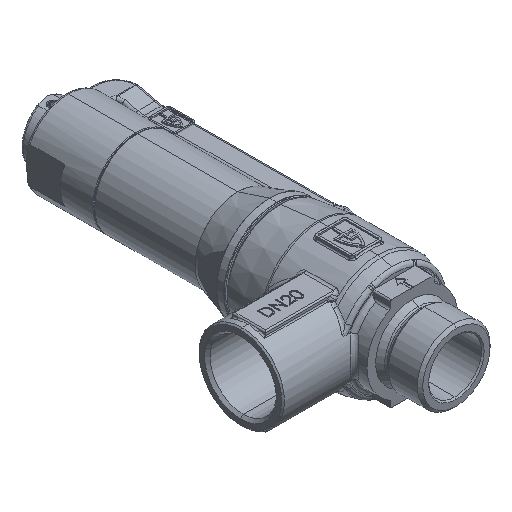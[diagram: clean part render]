
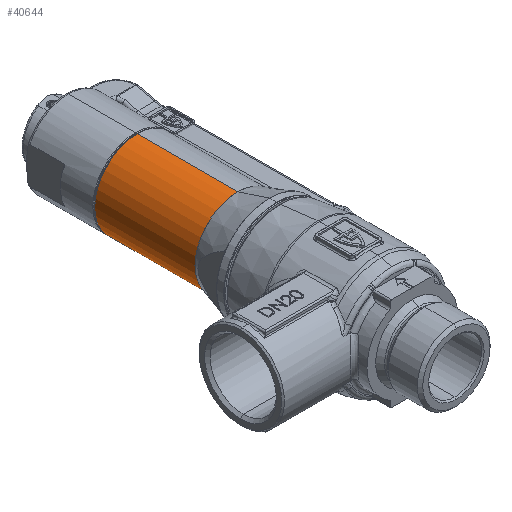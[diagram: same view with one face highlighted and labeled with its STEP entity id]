
A CAD part, isometric view. The second image highlights one B-rep face of the part: STEP entity #40644.
In plain terms, the highlighted cylindrical face has radius 15.5 mm (diameter 31 mm), a partial arc.
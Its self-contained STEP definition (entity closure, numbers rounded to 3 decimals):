
#3866 = VECTOR ( 'NONE', #27098, 1000. ) ;
#8691 = CARTESIAN_POINT ( 'NONE',  ( 0., 79.532, 0. ) ) ;
#8692 = DIRECTION ( 'NONE',  ( 0., 1., 0. ) ) ;
#8693 = DIRECTION ( 'NONE',  ( 0., 0., -1. ) ) ;
#11192 = CYLINDRICAL_SURFACE ( 'NONE', #12920, 15.5 ) ;
#11201 = FACE_OUTER_BOUND ( 'NONE', #30189, .T. ) ;
#11205 = CARTESIAN_POINT ( 'NONE',  ( 0., 52., 0. ) ) ;
#11214 = DIRECTION ( 'NONE',  ( 0., -1., 0. ) ) ;
#11215 = DIRECTION ( 'NONE',  ( 0., 0., -1. ) ) ;
#12920 = AXIS2_PLACEMENT_3D ( 'NONE', #11205, #11214, #11215 ) ;
#17166 = CIRCLE ( 'NONE', #17193, 15.5 ) ;
#17193 = AXIS2_PLACEMENT_3D ( 'NONE', #8691, #8692, #8693 ) ;
#17607 = CIRCLE ( 'NONE', #17614, 15.5 ) ;
#17614 = AXIS2_PLACEMENT_3D ( 'NONE', #27171, #27172, #27173 ) ;
#17638 = VECTOR ( 'NONE', #27151, 1000. ) ;
#18440 = ORIENTED_EDGE ( 'NONE', *, *, #35192, .T. ) ;
#18479 = ORIENTED_EDGE ( 'NONE', *, *, #35149, .F. ) ;
#18680 = ORIENTED_EDGE ( 'NONE', *, *, #35509, .T. ) ;
#27096 = LINE ( 'NONE', #27097, #3866 ) ;
#27097 = CARTESIAN_POINT ( 'NONE',  ( 0., 52., 15.5 ) ) ;
#27098 = DIRECTION ( 'NONE',  ( 0., -1., 0. ) ) ;
#27132 = CARTESIAN_POINT ( 'NONE',  ( 0., 52., -15.5 ) ) ;
#27145 = LINE ( 'NONE', #27132, #17638 ) ;
#27151 = DIRECTION ( 'NONE',  ( 0., -1., 0. ) ) ;
#27171 = CARTESIAN_POINT ( 'NONE',  ( 0., 116., 0. ) ) ;
#27172 = DIRECTION ( 'NONE',  ( 0., -1., 0. ) ) ;
#27173 = DIRECTION ( 'NONE',  ( 0., 0., 1. ) ) ;
#28677 = ORIENTED_EDGE ( 'NONE', *, *, #35182, .T. ) ;
#30189 = EDGE_LOOP ( 'NONE', ( #18479, #18440, #28677, #18680 ) ) ;
#34037 = CARTESIAN_POINT ( 'NONE',  ( 0., 79.532, -15.5 ) ) ;
#34251 = CARTESIAN_POINT ( 'NONE',  ( 0., 116., 15.5 ) ) ;
#34264 = CARTESIAN_POINT ( 'NONE',  ( 0., 79.532, 15.5 ) ) ;
#34480 = CARTESIAN_POINT ( 'NONE',  ( 0., 116., -15.5 ) ) ;
#35149 = EDGE_CURVE ( 'NONE', #38856, #38872, #27096, .T. ) ;
#35182 = EDGE_CURVE ( 'NONE', #39315, #38584, #27145, .T. ) ;
#35192 = EDGE_CURVE ( 'NONE', #38856, #39315, #17607, .T. ) ;
#35509 = EDGE_CURVE ( 'NONE', #38584, #38872, #17166, .T. ) ;
#38584 = VERTEX_POINT ( 'NONE', #34037 ) ;
#38856 = VERTEX_POINT ( 'NONE', #34251 ) ;
#38872 = VERTEX_POINT ( 'NONE', #34264 ) ;
#39315 = VERTEX_POINT ( 'NONE', #34480 ) ;
#40644 = ADVANCED_FACE ( 'NONE', ( #11201 ), #11192, .T. ) ;
